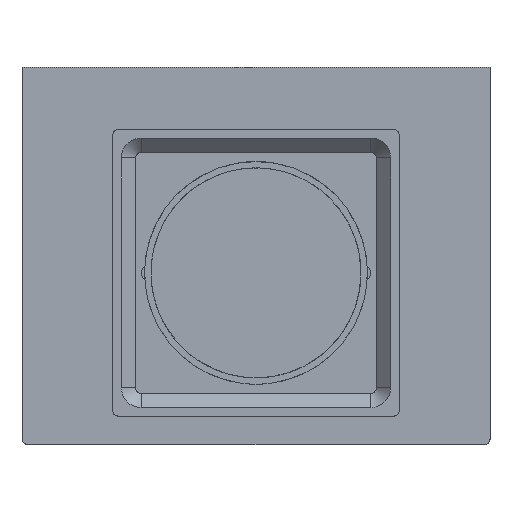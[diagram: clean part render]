
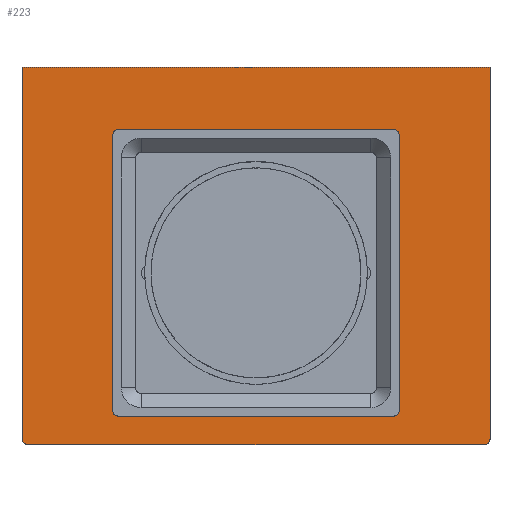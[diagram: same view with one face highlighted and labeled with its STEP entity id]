
A CAD part, top view. The second image highlights one B-rep face of the part: STEP entity #223.
In plain terms, the highlighted planar face has unit normal (0, 0, 1).
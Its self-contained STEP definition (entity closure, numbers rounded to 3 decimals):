
#143=FACE_BOUND('',#679,.T.);
#223=ADVANCED_FACE('',(#446,#143),#3495,.T.);
#446=FACE_OUTER_BOUND('',#678,.T.);
#678=EDGE_LOOP('',(#1086,#1087,#1088,#1089,#1090,#1091));
#679=EDGE_LOOP('',(#1092,#1093,#1094,#1095,#1096,#1097,#1098,#1099));
#1086=ORIENTED_EDGE('',*,*,#2057,.T.);
#1087=ORIENTED_EDGE('',*,*,#2054,.T.);
#1088=ORIENTED_EDGE('',*,*,#2061,.T.);
#1089=ORIENTED_EDGE('',*,*,#2051,.F.);
#1090=ORIENTED_EDGE('',*,*,#2025,.F.);
#1091=ORIENTED_EDGE('',*,*,#2048,.F.);
#1092=ORIENTED_EDGE('',*,*,#2012,.F.);
#1093=ORIENTED_EDGE('',*,*,#2020,.F.);
#1094=ORIENTED_EDGE('',*,*,#1960,.F.);
#1095=ORIENTED_EDGE('',*,*,#2015,.F.);
#1096=ORIENTED_EDGE('',*,*,#2004,.F.);
#1097=ORIENTED_EDGE('',*,*,#2014,.F.);
#1098=ORIENTED_EDGE('',*,*,#2009,.F.);
#1099=ORIENTED_EDGE('',*,*,#2018,.F.);
#1960=EDGE_CURVE('',#3002,#2999,#2818,.T.);
#2004=EDGE_CURVE('',#3033,#3034,#2854,.T.);
#2009=EDGE_CURVE('',#3036,#3035,#2859,.T.);
#2012=EDGE_CURVE('',#3038,#3037,#2862,.T.);
#2014=EDGE_CURVE('',#3035,#3033,#2487,.T.);
#2015=EDGE_CURVE('',#3034,#3002,#2488,.T.);
#2018=EDGE_CURVE('',#3037,#3036,#2491,.T.);
#2020=EDGE_CURVE('',#2999,#3038,#2493,.T.);
#2025=EDGE_CURVE('',#3043,#3044,#2867,.T.);
#2048=EDGE_CURVE('',#3074,#3043,#2879,.T.);
#2051=EDGE_CURVE('',#3044,#3076,#2882,.T.);
#2054=EDGE_CURVE('',#3078,#3079,#2885,.T.);
#2057=EDGE_CURVE('',#3074,#3078,#2505,.T.);
#2061=EDGE_CURVE('',#3079,#3076,#2508,.T.);
#2487=(
BOUNDED_CURVE()
B_SPLINE_CURVE(2,(#4490,#4491,#4492),.UNSPECIFIED.,.F.,.F.)
B_SPLINE_CURVE_WITH_KNOTS((3,3),(0.,4.),.UNSPECIFIED.)
CURVE()
GEOMETRIC_REPRESENTATION_ITEM()
RATIONAL_B_SPLINE_CURVE((1.,0.707,1.))
REPRESENTATION_ITEM('')
);
#2488=(
BOUNDED_CURVE()
B_SPLINE_CURVE(2,(#4493,#4494,#4495),.UNSPECIFIED.,.F.,.F.)
B_SPLINE_CURVE_WITH_KNOTS((3,3),(0.,4.),.UNSPECIFIED.)
CURVE()
GEOMETRIC_REPRESENTATION_ITEM()
RATIONAL_B_SPLINE_CURVE((1.,0.707,1.))
REPRESENTATION_ITEM('')
);
#2491=(
BOUNDED_CURVE()
B_SPLINE_CURVE(2,(#4502,#4503,#4504),.UNSPECIFIED.,.F.,.F.)
B_SPLINE_CURVE_WITH_KNOTS((3,3),(0.,4.),.UNSPECIFIED.)
CURVE()
GEOMETRIC_REPRESENTATION_ITEM()
RATIONAL_B_SPLINE_CURVE((1.,0.707,1.))
REPRESENTATION_ITEM('')
);
#2493=(
BOUNDED_CURVE()
B_SPLINE_CURVE(2,(#4508,#4509,#4510),.UNSPECIFIED.,.F.,.F.)
B_SPLINE_CURVE_WITH_KNOTS((3,3),(0.,4.),.UNSPECIFIED.)
CURVE()
GEOMETRIC_REPRESENTATION_ITEM()
RATIONAL_B_SPLINE_CURVE((1.,0.707,1.))
REPRESENTATION_ITEM('')
);
#2505=(
BOUNDED_CURVE()
B_SPLINE_CURVE(2,(#4608,#4609,#4610),.UNSPECIFIED.,.F.,.F.)
B_SPLINE_CURVE_WITH_KNOTS((3,3),(-4.,0.),.UNSPECIFIED.)
CURVE()
GEOMETRIC_REPRESENTATION_ITEM()
RATIONAL_B_SPLINE_CURVE((1.,0.707,1.))
REPRESENTATION_ITEM('')
);
#2508=(
BOUNDED_CURVE()
B_SPLINE_CURVE(2,(#4619,#4620,#4621),.UNSPECIFIED.,.F.,.F.)
B_SPLINE_CURVE_WITH_KNOTS((3,3),(-4.,0.),.UNSPECIFIED.)
CURVE()
GEOMETRIC_REPRESENTATION_ITEM()
RATIONAL_B_SPLINE_CURVE((1.,0.707,1.))
REPRESENTATION_ITEM('')
);
#2818=B_SPLINE_CURVE_WITH_KNOTS('',1,(#4349,#4350),.UNSPECIFIED.,.F.,.F.,
(2,2),(0.,97.),.UNSPECIFIED.);
#2854=B_SPLINE_CURVE_WITH_KNOTS('',1,(#4469,#4470),.UNSPECIFIED.,.F.,.F.,
(2,2),(0.,97.),.UNSPECIFIED.);
#2859=B_SPLINE_CURVE_WITH_KNOTS('',1,(#4479,#4480),.UNSPECIFIED.,.F.,.F.,
(2,2),(0.,97.),.UNSPECIFIED.);
#2862=B_SPLINE_CURVE_WITH_KNOTS('',1,(#4485,#4486),.UNSPECIFIED.,.F.,.F.,
(2,2),(0.,97.),.UNSPECIFIED.);
#2867=B_SPLINE_CURVE_WITH_KNOTS('',1,(#4519,#4520),.UNSPECIFIED.,.F.,.F.,
(2,2),(0.,165.),.UNSPECIFIED.);
#2879=B_SPLINE_CURVE_WITH_KNOTS('',1,(#4590,#4591),.UNSPECIFIED.,.F.,.F.,
(2,2),(-64.5,66.5),.UNSPECIFIED.);
#2882=B_SPLINE_CURVE_WITH_KNOTS('',1,(#4596,#4597),.UNSPECIFIED.,.F.,.F.,
(2,2),(-66.5,64.5),.UNSPECIFIED.);
#2885=B_SPLINE_CURVE_WITH_KNOTS('',1,(#4602,#4603),.UNSPECIFIED.,.F.,.F.,
(2,2),(0.,161.),.UNSPECIFIED.);
#2999=VERTEX_POINT('',#4237);
#3002=VERTEX_POINT('',#4240);
#3033=VERTEX_POINT('',#4271);
#3034=VERTEX_POINT('',#4272);
#3035=VERTEX_POINT('',#4273);
#3036=VERTEX_POINT('',#4274);
#3037=VERTEX_POINT('',#4275);
#3038=VERTEX_POINT('',#4276);
#3043=VERTEX_POINT('',#4281);
#3044=VERTEX_POINT('',#4282);
#3074=VERTEX_POINT('',#4312);
#3076=VERTEX_POINT('',#4314);
#3078=VERTEX_POINT('',#4316);
#3079=VERTEX_POINT('',#4317);
#3495=PLANE('',#3605);
#3605=AXIS2_PLACEMENT_3D('',#3903,#3698,$);
#3698=DIRECTION('',(0.,0.,1.));
#3903=CARTESIAN_POINT('',(2082.5,-71.5,-30.));
#4237=CARTESIAN_POINT('',(2048.5,-61.5,-30.));
#4240=CARTESIAN_POINT('',(1951.5,-61.5,-30.));
#4271=CARTESIAN_POINT('',(1949.5,37.5,-30.));
#4272=CARTESIAN_POINT('',(1949.5,-59.5,-30.));
#4273=CARTESIAN_POINT('',(1951.5,39.5,-30.));
#4274=CARTESIAN_POINT('',(2048.5,39.5,-30.));
#4275=CARTESIAN_POINT('',(2050.5,37.5,-30.));
#4276=CARTESIAN_POINT('',(2050.5,-59.5,-30.));
#4281=CARTESIAN_POINT('',(1917.5,61.5,-30.));
#4282=CARTESIAN_POINT('',(2082.5,61.5,-30.));
#4312=CARTESIAN_POINT('',(1917.5,-69.5,-30.));
#4314=CARTESIAN_POINT('',(2082.5,-69.5,-30.));
#4316=CARTESIAN_POINT('',(1919.5,-71.5,-30.));
#4317=CARTESIAN_POINT('',(2080.5,-71.5,-30.));
#4349=CARTESIAN_POINT('',(1951.5,-61.5,-30.));
#4350=CARTESIAN_POINT('',(2048.5,-61.5,-30.));
#4469=CARTESIAN_POINT('',(1949.5,37.5,-30.));
#4470=CARTESIAN_POINT('',(1949.5,-59.5,-30.));
#4479=CARTESIAN_POINT('',(2048.5,39.5,-30.));
#4480=CARTESIAN_POINT('',(1951.5,39.5,-30.));
#4485=CARTESIAN_POINT('',(2050.5,-59.5,-30.));
#4486=CARTESIAN_POINT('',(2050.5,37.5,-30.));
#4490=CARTESIAN_POINT('',(1951.5,39.5,-30.));
#4491=CARTESIAN_POINT('',(1949.5,39.5,-30.));
#4492=CARTESIAN_POINT('',(1949.5,37.5,-30.));
#4493=CARTESIAN_POINT('',(1949.5,-59.5,-30.));
#4494=CARTESIAN_POINT('',(1949.5,-61.5,-30.));
#4495=CARTESIAN_POINT('',(1951.5,-61.5,-30.));
#4502=CARTESIAN_POINT('',(2050.5,37.5,-30.));
#4503=CARTESIAN_POINT('',(2050.5,39.5,-30.));
#4504=CARTESIAN_POINT('',(2048.5,39.5,-30.));
#4508=CARTESIAN_POINT('',(2048.5,-61.5,-30.));
#4509=CARTESIAN_POINT('',(2050.5,-61.5,-30.));
#4510=CARTESIAN_POINT('',(2050.5,-59.5,-30.));
#4519=CARTESIAN_POINT('',(1917.5,61.5,-30.));
#4520=CARTESIAN_POINT('',(2082.5,61.5,-30.));
#4590=CARTESIAN_POINT('',(1917.5,-69.5,-30.));
#4591=CARTESIAN_POINT('',(1917.5,61.5,-30.));
#4596=CARTESIAN_POINT('',(2082.5,61.5,-30.));
#4597=CARTESIAN_POINT('',(2082.5,-69.5,-30.));
#4602=CARTESIAN_POINT('',(1919.5,-71.5,-30.));
#4603=CARTESIAN_POINT('',(2080.5,-71.5,-30.));
#4608=CARTESIAN_POINT('',(1917.5,-69.5,-30.));
#4609=CARTESIAN_POINT('',(1917.5,-71.5,-30.));
#4610=CARTESIAN_POINT('',(1919.5,-71.5,-30.));
#4619=CARTESIAN_POINT('',(2080.5,-71.5,-30.));
#4620=CARTESIAN_POINT('',(2082.5,-71.5,-30.));
#4621=CARTESIAN_POINT('',(2082.5,-69.5,-30.));
